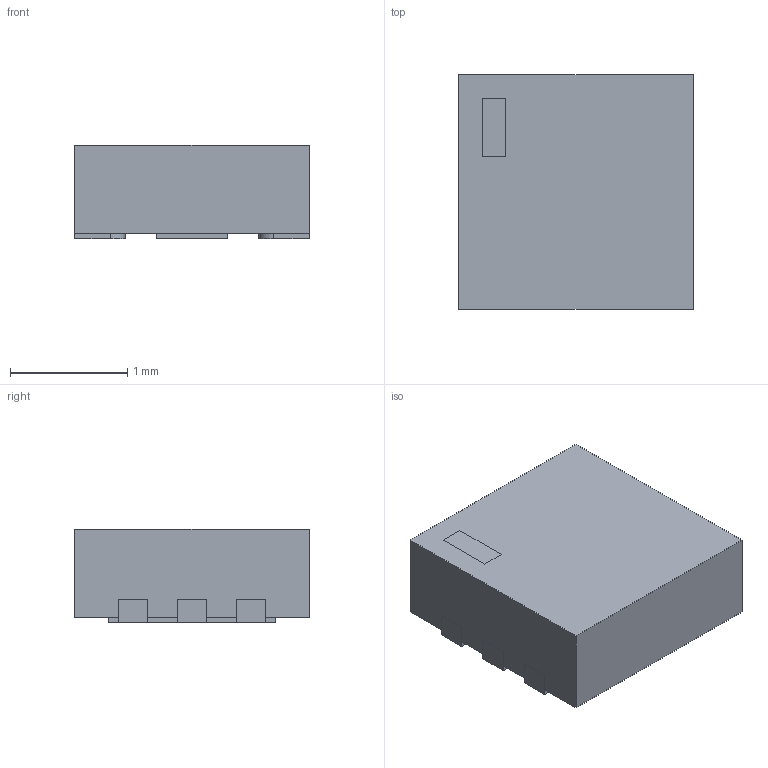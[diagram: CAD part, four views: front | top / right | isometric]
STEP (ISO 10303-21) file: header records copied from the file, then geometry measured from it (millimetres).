
FILE_DESCRIPTION((''),'2;1');
FILE_NAME('SON50P200X200X80-7N-R61X142.stp','2014-11-12T13:48:32',(''),(''),'Mechanical Desktop 2011','Mechanical Desktop 2011',', , ');
FILE_SCHEMA(('AUTOMOTIVE_DESIGN { 1 2 10303 214 1 1 1 1 }'));
Length unit declared in the file: millimetre
Products named in the file (1): Product
Bounding box: 2 x 2 x 0.8 mm (x, y, z)
Volume: 3.1 mm3; surface area: 19.7 mm2
Topology: 9 solids, 9 shells, 83 faces, 192 edges, 128 vertices
Faces by surface type: plane 47, bspline 30, cylinder 6
Entity records: 2459 total; most frequent: CARTESIAN_POINT 578, ORIENTED_EDGE 384, DIRECTION 324, EDGE_CURVE 192, VECTOR 168, LINE 168, VERTEX_POINT 128, EDGE_LOOP 84
